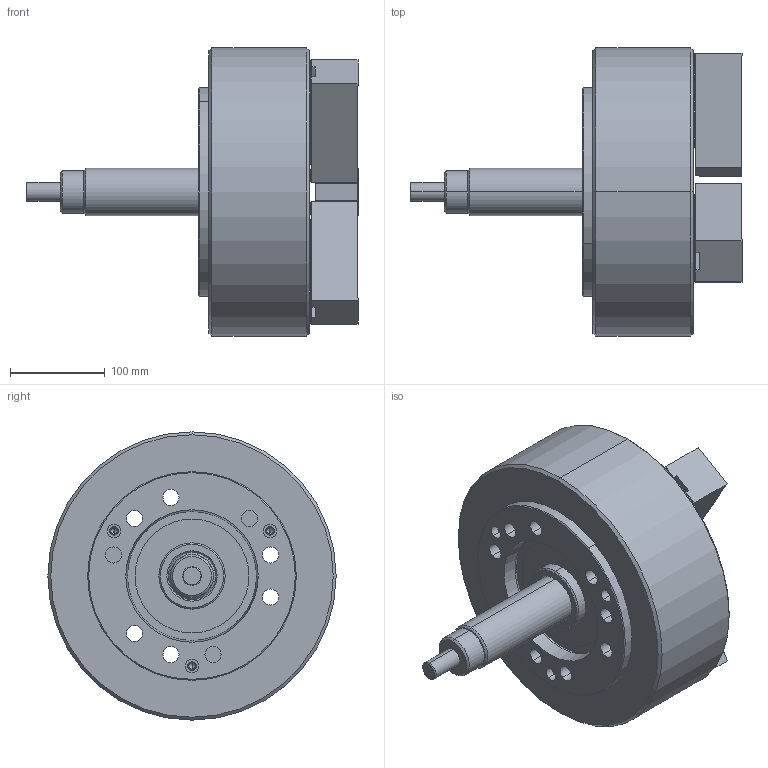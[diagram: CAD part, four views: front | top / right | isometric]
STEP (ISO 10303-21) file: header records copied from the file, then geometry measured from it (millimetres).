
FILE_DESCRIPTION (( 'STEP AP203' ), '1' );
FILE_NAME ('3P-12A8²Õ¦X¥ó.STEP', '2011-03-15T07:42:03', ( 'user' ), ( '' ), 'SwSTEP 2.0', 'SolidWorks 2010', '' );
FILE_SCHEMA (( 'CONFIG_CONTROL_DESIGN' ));
Length unit declared in the file: metre
Products named in the file (8): 3P-10連接管螺帽; 3P-10連接管螺栓; 3P-12A8組合件; 3P-12本體; 3P-12中仁; 3P-12連接管; SJ-12H; 3H-10A8法蘭板
Assembly tree (9 placements, depth 2):
  3P-12A8組合件
    3P-10連接管螺帽
    3P-10連接管螺栓
    SJ-12H  x3
    3H-10A8法蘭板
    3P-12中仁
    3P-12連接管
    3P-12本體
Bounding box: 350.2 x 304 x 304 mm (x, y, z)
Volume: 8265796.9 mm3; surface area: 579068.2 mm2
Topology: 9 solids, 9 shells, 1852 faces, 5404 edges, 3579 vertices
Faces by surface type: plane 1292, cylinder 504, cone 56
Entity records: 24984 total; most frequent: CARTESIAN_POINT 5155, ORIENTED_EDGE 4228, DIRECTION 3626, EDGE_CURVE 2114, LINE 1542, VECTOR 1542, VERTEX_POINT 1395, AXIS2_PLACEMENT_3D 1042
